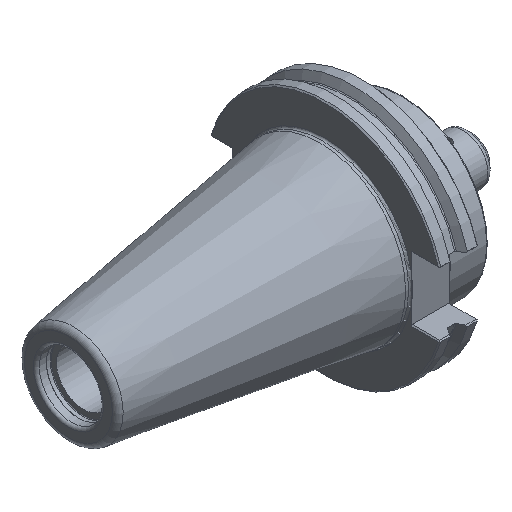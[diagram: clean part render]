
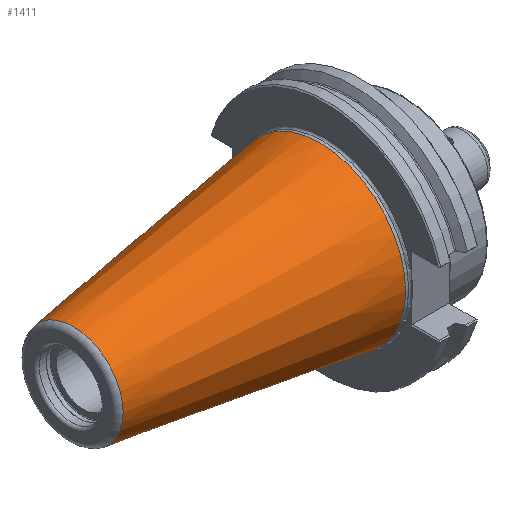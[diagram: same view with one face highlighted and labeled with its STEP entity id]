
A CAD part, isometric view. The second image highlights one B-rep face of the part: STEP entity #1411.
In plain terms, the highlighted conical face has half-angle 8.297 degrees and reference radius 27.749 mm.
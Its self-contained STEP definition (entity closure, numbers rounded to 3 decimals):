
#58=CONICAL_SURFACE('',#1597,27.749,0.145);
#187=CIRCLE('',#1593,20.396);
#188=CIRCLE('',#1594,20.396);
#189=CIRCLE('',#1595,20.396);
#191=CIRCLE('',#1598,35.1);
#192=CIRCLE('',#1599,35.1);
#276=FACE_OUTER_BOUND('',#354,.T.);
#354=EDGE_LOOP('',(#1313,#1314,#1315,#1316,#1317,#1318,#1319));
#430=LINE('',#2661,#506);
#506=VECTOR('',#2011,27.749);
#668=VERTEX_POINT('',#2649);
#669=VERTEX_POINT('',#2650);
#670=VERTEX_POINT('',#2652);
#671=VERTEX_POINT('',#2657);
#672=VERTEX_POINT('',#2658);
#883=EDGE_CURVE('',#668,#669,#187,.T.);
#884=EDGE_CURVE('',#670,#668,#188,.T.);
#885=EDGE_CURVE('',#669,#670,#189,.T.);
#887=EDGE_CURVE('',#671,#672,#191,.T.);
#888=EDGE_CURVE('',#672,#671,#192,.T.);
#889=EDGE_CURVE('',#672,#670,#430,.T.);
#1313=ORIENTED_EDGE('',*,*,#887,.F.);
#1314=ORIENTED_EDGE('',*,*,#888,.F.);
#1315=ORIENTED_EDGE('',*,*,#889,.T.);
#1316=ORIENTED_EDGE('',*,*,#884,.T.);
#1317=ORIENTED_EDGE('',*,*,#883,.T.);
#1318=ORIENTED_EDGE('',*,*,#885,.T.);
#1319=ORIENTED_EDGE('',*,*,#889,.F.);
#1411=ADVANCED_FACE('',(#276),#58,.T.);
#1593=AXIS2_PLACEMENT_3D('',#2651,#1997,#1998);
#1594=AXIS2_PLACEMENT_3D('',#2653,#1999,#2000);
#1595=AXIS2_PLACEMENT_3D('',#2654,#2001,#2002);
#1597=AXIS2_PLACEMENT_3D('',#2656,#2005,#2006);
#1598=AXIS2_PLACEMENT_3D('',#2659,#2007,#2008);
#1599=AXIS2_PLACEMENT_3D('',#2660,#2009,#2010);
#1997=DIRECTION('center_axis',(1.,0.,0.));
#1998=DIRECTION('ref_axis',(0.,0.,-1.));
#1999=DIRECTION('center_axis',(1.,0.,0.));
#2000=DIRECTION('ref_axis',(0.,0.,-1.));
#2001=DIRECTION('center_axis',(1.,0.,0.));
#2002=DIRECTION('ref_axis',(0.,0.,-1.));
#2005=DIRECTION('center_axis',(1.,0.,0.));
#2006=DIRECTION('ref_axis',(0.,1.,0.));
#2007=DIRECTION('center_axis',(1.,0.,0.));
#2008=DIRECTION('ref_axis',(0.,0.,-1.));
#2009=DIRECTION('center_axis',(1.,0.,0.));
#2010=DIRECTION('ref_axis',(0.,0.,-1.));
#2011=DIRECTION('',(-0.99,0.144,0.));
#2649=CARTESIAN_POINT('',(-99.633,20.396,0.));
#2650=CARTESIAN_POINT('',(-99.633,0.,20.396));
#2651=CARTESIAN_POINT('Origin',(-99.633,0.,0.));
#2652=CARTESIAN_POINT('',(-99.633,-20.396,0.));
#2653=CARTESIAN_POINT('Origin',(-99.633,0.,0.));
#2654=CARTESIAN_POINT('Origin',(-99.633,0.,0.));
#2656=CARTESIAN_POINT('Origin',(-49.229,0.,0.));
#2657=CARTESIAN_POINT('',(1.175,35.1,0.));
#2658=CARTESIAN_POINT('',(1.175,-35.1,0.));
#2659=CARTESIAN_POINT('Origin',(1.175,0.,0.));
#2660=CARTESIAN_POINT('Origin',(1.175,0.,0.));
#2661=CARTESIAN_POINT('',(-49.229,-27.749,0.));
